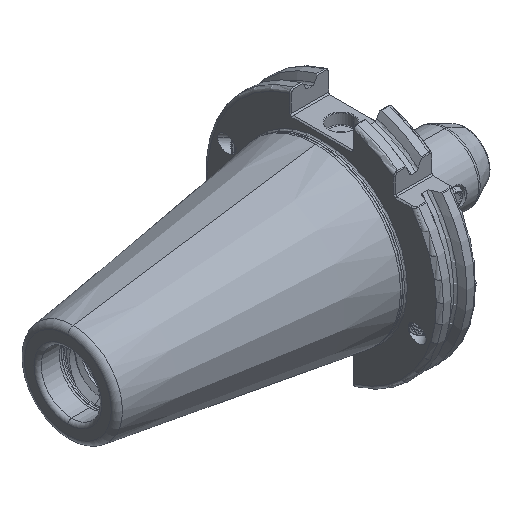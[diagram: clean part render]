
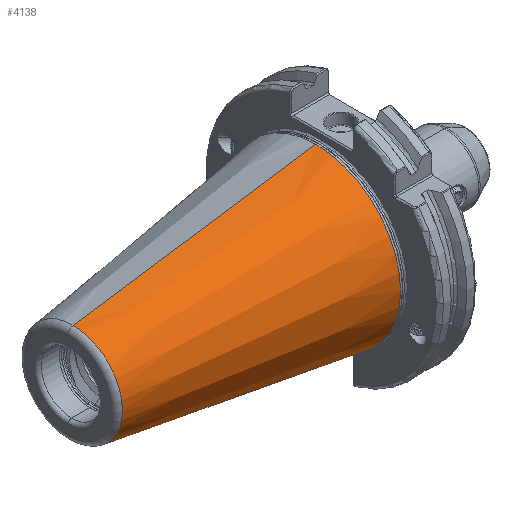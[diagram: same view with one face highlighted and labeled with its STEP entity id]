
A CAD part, isometric view. The second image highlights one B-rep face of the part: STEP entity #4138.
In plain terms, the highlighted conical face has half-angle 8.297 degrees and reference radius 35.392 mm.
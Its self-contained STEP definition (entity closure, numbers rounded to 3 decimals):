
#1349 = EDGE_CURVE ( 'NONE', #19793, #4550, #20205, .T. ) ;
#1381 = EDGE_CURVE ( 'NONE', #4514, #4546, #20259, .T. ) ;
#1382 = EDGE_CURVE ( 'NONE', #19840, #4514, #20271, .T. ) ;
#3060 = CARTESIAN_POINT ( 'NONE',  ( -2.5, 0., 35.027 ) ) ;
#3156 = CARTESIAN_POINT ( 'NONE',  ( -2.5, -35.027, 0. ) ) ;
#3158 = CARTESIAN_POINT ( 'NONE',  ( -2.5, 0., -35.027 ) ) ;
#4138 = ADVANCED_FACE ( 'NONE', ( #28515 ), #28548, .T. ) ;
#4310 = EDGE_LOOP ( 'NONE', ( #15272, #15265, #15273, #15842, #15863 ) ) ;
#4514 = VERTEX_POINT ( 'NONE', #3060 ) ;
#4546 = VERTEX_POINT ( 'NONE', #3156 ) ;
#4550 = VERTEX_POINT ( 'NONE', #3158 ) ;
#6178 = CARTESIAN_POINT ( 'NONE',  ( 0., 0., -35.392 ) ) ;
#6179 = DIRECTION ( 'NONE',  ( 0.99, 0., -0.144 ) ) ;
#6328 = CARTESIAN_POINT ( 'NONE',  ( 0., 0., 35.392 ) ) ;
#6415 = DIRECTION ( 'NONE',  ( 0.99, 0., 0.144 ) ) ;
#6459 = DIRECTION ( 'NONE',  ( 0., 1., 0. ) ) ;
#6474 = CARTESIAN_POINT ( 'NONE',  ( -2.5, 0., 0. ) ) ;
#6484 = DIRECTION ( 'NONE',  ( 1., 0., 0. ) ) ;
#7666 = CIRCLE ( 'NONE', #13604, 20.399 ) ;
#7674 = CIRCLE ( 'NONE', #13596, 35.027 ) ;
#12631 = CARTESIAN_POINT ( 'NONE',  ( -2.5, 0., 0. ) ) ;
#12647 = DIRECTION ( 'NONE',  ( 0., 1., 0. ) ) ;
#12679 = DIRECTION ( 'NONE',  ( 1., 0., 0. ) ) ;
#12940 = CARTESIAN_POINT ( 'NONE',  ( -102.811, 0., 0. ) ) ;
#12941 = DIRECTION ( 'NONE',  ( 0., 0., 1. ) ) ;
#12976 = DIRECTION ( 'NONE',  ( 1., 0., 0. ) ) ;
#13596 = AXIS2_PLACEMENT_3D ( 'NONE', #12631, #12679, #12647 ) ;
#13604 = AXIS2_PLACEMENT_3D ( 'NONE', #12940, #12976, #12941 ) ;
#13931 = AXIS2_PLACEMENT_3D ( 'NONE', #28170, #28168, #28154 ) ;
#15265 = ORIENTED_EDGE ( 'NONE', *, *, #25275, .T. ) ;
#15272 = ORIENTED_EDGE ( 'NONE', *, *, #1382, .F. ) ;
#15273 = ORIENTED_EDGE ( 'NONE', *, *, #1349, .T. ) ;
#15842 = ORIENTED_EDGE ( 'NONE', *, *, #25236, .F. ) ;
#15863 = ORIENTED_EDGE ( 'NONE', *, *, #1381, .F. ) ;
#19793 = VERTEX_POINT ( 'NONE', #24592 ) ;
#19840 = VERTEX_POINT ( 'NONE', #24645 ) ;
#20205 = LINE ( 'NONE', #6178, #20209 ) ;
#20209 = VECTOR ( 'NONE', #6179, 1000. ) ;
#20233 = VECTOR ( 'NONE', #6415, 1000. ) ;
#20259 = CIRCLE ( 'NONE', #27000, 35.027 ) ;
#20271 = LINE ( 'NONE', #6328, #20233 ) ;
#24592 = CARTESIAN_POINT ( 'NONE',  ( -102.811, 0., -20.399 ) ) ;
#24645 = CARTESIAN_POINT ( 'NONE',  ( -102.811, 0., 20.399 ) ) ;
#25236 = EDGE_CURVE ( 'NONE', #4546, #4550, #7674, .T. ) ;
#25275 = EDGE_CURVE ( 'NONE', #19840, #19793, #7666, .T. ) ;
#27000 = AXIS2_PLACEMENT_3D ( 'NONE', #6474, #6484, #6459 ) ;
#28154 = DIRECTION ( 'NONE',  ( 0., 0., -1. ) ) ;
#28168 = DIRECTION ( 'NONE',  ( 1., 0., 0. ) ) ;
#28170 = CARTESIAN_POINT ( 'NONE',  ( 0., 0., 0. ) ) ;
#28515 = FACE_OUTER_BOUND ( 'NONE', #4310, .T. ) ;
#28548 = CONICAL_SURFACE ( 'NONE', #13931, 35.392, 0.145 ) ;
